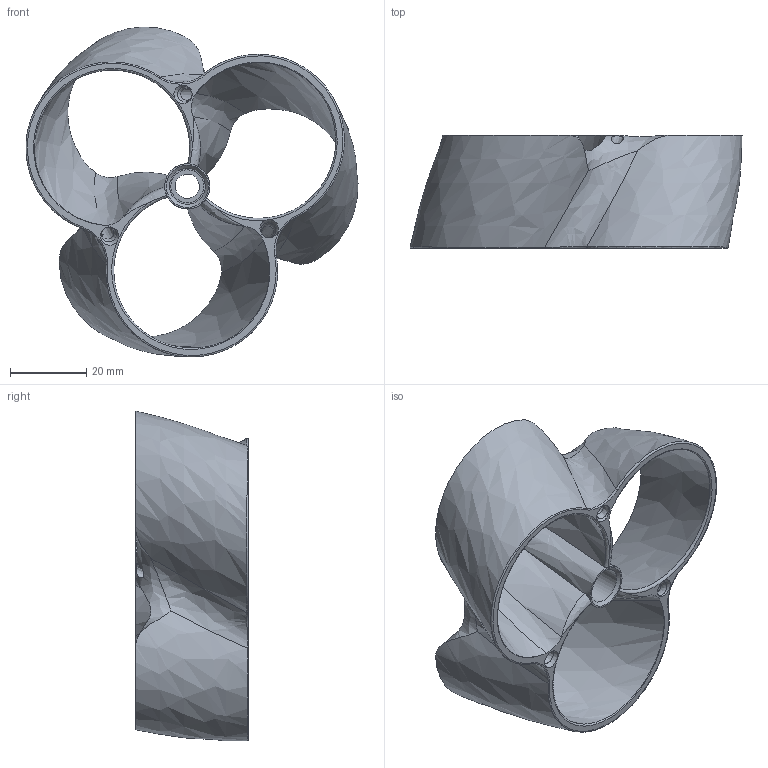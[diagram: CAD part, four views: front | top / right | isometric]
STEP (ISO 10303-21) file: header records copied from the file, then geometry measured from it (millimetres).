
FILE_DESCRIPTION(('FreeCAD Model'),'2;1');
FILE_NAME('Open CASCADE Shape Model','2025-05-03T18:32:11',('FreeCAD'),( 'FreeCAD'),'Open CASCADE STEP processor 7.6','FreeCAD','Unknown');
FILE_SCHEMA(('AUTOMOTIVE_DESIGN { 1 0 10303 214 1 1 1 1 }'));
Length unit declared in the file: millimetre
Products named in the file (1): Open CASCADE STEP translator 7.6 1
Bounding box: 87.07 x 29.6 x 86.52 mm (x, y, z)
Volume: 23706.3 mm3; surface area: 22822.3 mm2
Topology: 1 solids, 1 shells, 64 faces, 191 edges, 117 vertices
Faces by surface type: bspline 52, plane 8, cylinder 3, cone 1
Full cylindrical faces by diameter (mm): 6.35 x1, 8.661 x1, 9.398 x1
Entity records: 5797 total; most frequent: CARTESIAN_POINT 4520, ORIENTED_EDGE 370, EDGE_CURVE 185, B_SPLINE_CURVE_WITH_KNOTS 152, VERTEX_POINT 117, DIRECTION 88, FACE_BOUND 72, EDGE_LOOP 72
